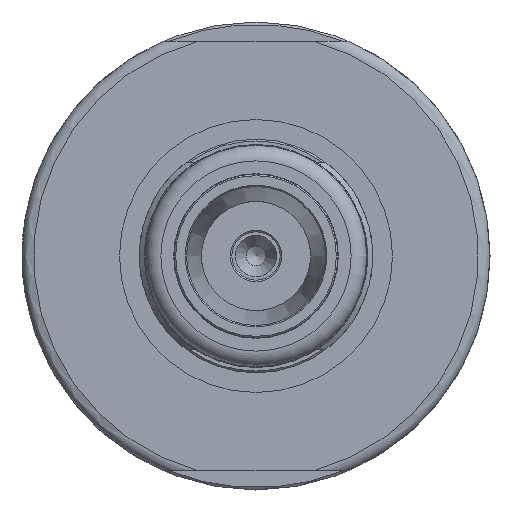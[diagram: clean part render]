
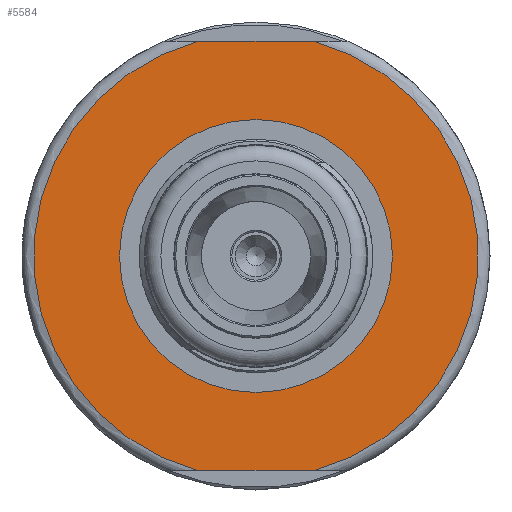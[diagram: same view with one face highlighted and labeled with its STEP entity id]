
A CAD part, left-side view. The second image highlights one B-rep face of the part: STEP entity #5584.
In plain terms, the highlighted planar face has unit normal (-1, 0, 0).
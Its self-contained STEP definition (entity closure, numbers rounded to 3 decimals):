
#884=LINE('',#10848,#1272);
#885=LINE('',#10849,#1273);
#1272=VECTOR('',#7479,10.);
#1273=VECTOR('',#7480,10.);
#1428=FACE_BOUND('',#2062,.T.);
#1703=FACE_OUTER_BOUND('',#2061,.T.);
#2061=EDGE_LOOP('',(#4903,#4904,#4905,#4906));
#2062=EDGE_LOOP('',(#4907));
#2303=CIRCLE('',#6106,17.5);
#2311=CIRCLE('',#6117,28.5);
#2314=CIRCLE('',#6121,28.5);
#2784=VERTEX_POINT('',#10756);
#2793=VERTEX_POINT('',#10779);
#2794=VERTEX_POINT('',#10794);
#2796=VERTEX_POINT('',#10813);
#2799=VERTEX_POINT('',#10831);
#3497=EDGE_CURVE('',#2784,#2784,#2303,.T.);
#3508=EDGE_CURVE('',#2793,#2794,#2311,.T.);
#3514=EDGE_CURVE('',#2799,#2796,#2314,.T.);
#3515=EDGE_CURVE('',#2793,#2796,#884,.T.);
#3516=EDGE_CURVE('',#2799,#2794,#885,.T.);
#4903=ORIENTED_EDGE('',*,*,#3515,.T.);
#4904=ORIENTED_EDGE('',*,*,#3514,.F.);
#4905=ORIENTED_EDGE('',*,*,#3516,.T.);
#4906=ORIENTED_EDGE('',*,*,#3508,.F.);
#4907=ORIENTED_EDGE('',*,*,#3497,.T.);
#5301=PLANE('',#6122);
#5584=ADVANCED_FACE('',(#1703,#1428),#5301,.T.);
#6106=AXIS2_PLACEMENT_3D('',#10758,#7443,#7444);
#6117=AXIS2_PLACEMENT_3D('',#10795,#7467,#7468);
#6121=AXIS2_PLACEMENT_3D('',#10846,#7475,#7476);
#6122=AXIS2_PLACEMENT_3D('',#10847,#7477,#7478);
#7443=DIRECTION('center_axis',(1.,0.,0.));
#7444=DIRECTION('ref_axis',(0.,1.,0.));
#7467=DIRECTION('center_axis',(1.,0.,0.));
#7468=DIRECTION('ref_axis',(0.,1.,0.));
#7475=DIRECTION('center_axis',(1.,0.,0.));
#7476=DIRECTION('ref_axis',(0.,1.,0.));
#7477=DIRECTION('center_axis',(-1.,0.,0.));
#7478=DIRECTION('ref_axis',(0.,0.,
1.));
#7479=DIRECTION('',(0.,1.,0.));
#7480=DIRECTION('',(0.,-1.,0.));
#10756=CARTESIAN_POINT('',(-158.,-17.5,0.));
#10758=CARTESIAN_POINT('Origin',(-158.,0.,0.));
#10779=CARTESIAN_POINT('',(-158.,-7.483,27.5));
#10794=CARTESIAN_POINT('',(-158.,-7.483,-27.5));
#10795=CARTESIAN_POINT('Origin',(-158.,0.,0.));
#10813=CARTESIAN_POINT('',(-158.,7.483,27.5));
#10831=CARTESIAN_POINT('',(-158.,7.483,-27.5));
#10846=CARTESIAN_POINT('Origin',(-158.,0.,0.));
#10847=CARTESIAN_POINT('Origin',(-158.,23.,0.));
#10848=CARTESIAN_POINT('',(-158.,24.063,27.5));
#10849=CARTESIAN_POINT('',(-158.,-1.553,-27.5));
